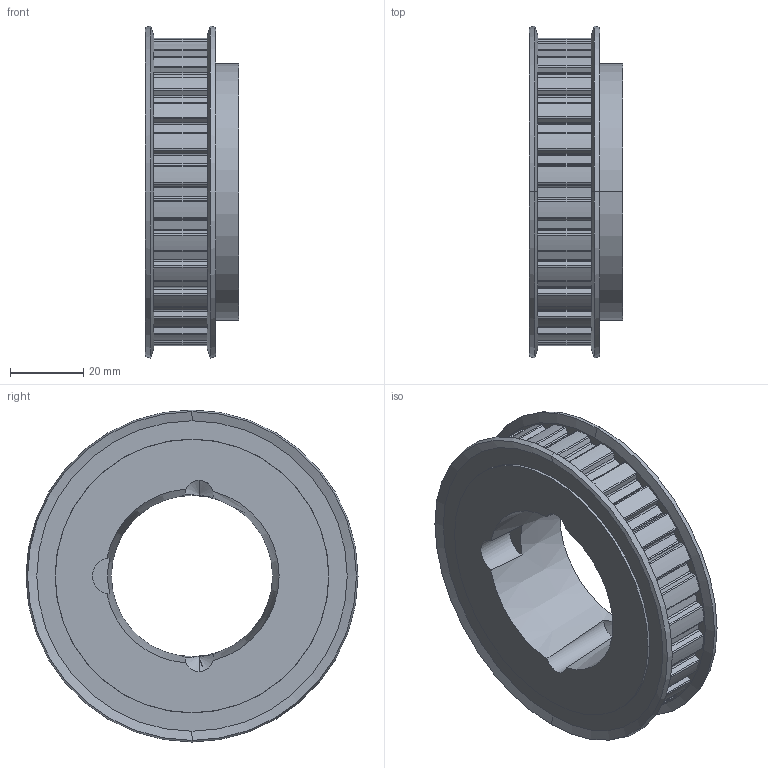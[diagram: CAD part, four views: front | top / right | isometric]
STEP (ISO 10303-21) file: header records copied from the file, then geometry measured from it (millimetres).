
FILE_DESCRIPTION (( 'STEP AP214' ), '1' );
FILE_NAME ('STL28L050AF-1210.step', '2019-07-31T13:36:39', ( '' ), ( '' ), 'SwSTEP 2.0', 'SolidWorks 2018', '' );
FILE_SCHEMA (( 'AUTOMOTIVE_DESIGN' ));
Length unit declared in the file: millimetre
Products named in the file (1): STL28L050AF-1210
Bounding box: 25.46 x 90.58 x 90.58 mm (x, y, z)
Volume: 84893.1 mm3; surface area: 31260.2 mm2
Topology: 2 solids, 2 shells, 283 faces, 825 edges, 545 vertices
Faces by surface type: cylinder 173, plane 92, cone 18
Entity records: 9791 total; most frequent: DIRECTION 1746, CARTESIAN_POINT 1728, ORIENTED_EDGE 1642, EDGE_CURVE 821, AXIS2_PLACEMENT_3D 653, VERTEX_POINT 545, LINE 440, VECTOR 440
